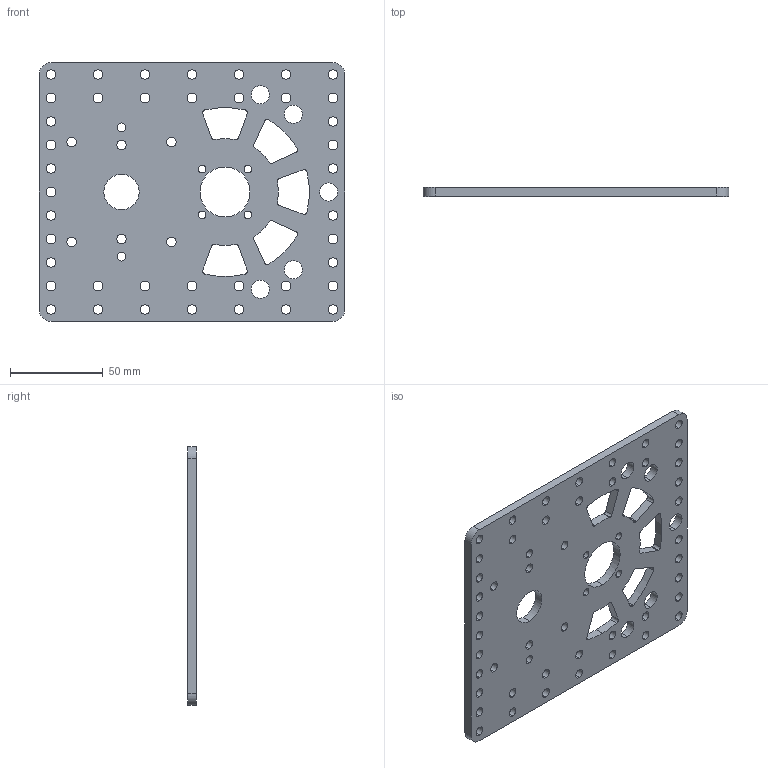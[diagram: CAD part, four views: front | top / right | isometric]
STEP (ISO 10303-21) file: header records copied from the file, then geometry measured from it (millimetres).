
FILE_DESCRIPTION (( 'STEP AP214' ), '1' );
FILE_NAME ('am-3012a Swerve and Steer Motor Mount Plate.STEP', '2017-05-11T19:49:59', ( '' ), ( '' ), 'SwSTEP 2.0', 'SolidWorks 2017', '' );
FILE_SCHEMA (( 'AUTOMOTIVE_DESIGN' ));
Length unit declared in the file: inch
Products named in the file (1): am-3012a Swerve and Steer Motor Mount Plate
Bounding box: 165.1 x 4.76 x 139.7 mm (x, y, z)
Volume: 90980.4 mm3; surface area: 48139.1 mm2
Topology: 1 solids, 1 shells, 177 faces, 525 edges, 350 vertices
Faces by surface type: cylinder 161, plane 16
Entity records: 6421 total; most frequent: DIRECTION 1203, CARTESIAN_POINT 1053, ORIENTED_EDGE 1050, EDGE_CURVE 525, AXIS2_PLACEMENT_3D 500, VERTEX_POINT 350, CIRCLE 322, EDGE_LOOP 307
